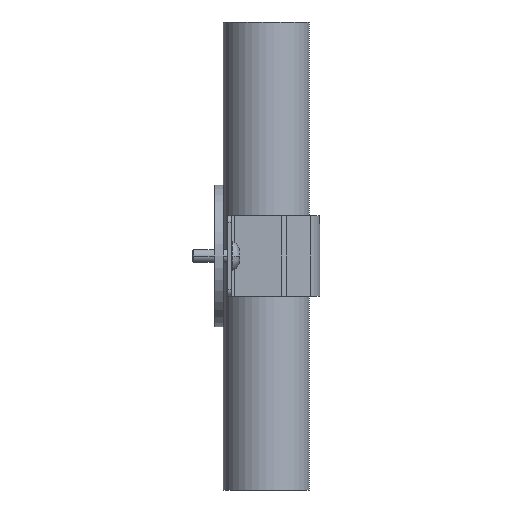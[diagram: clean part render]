
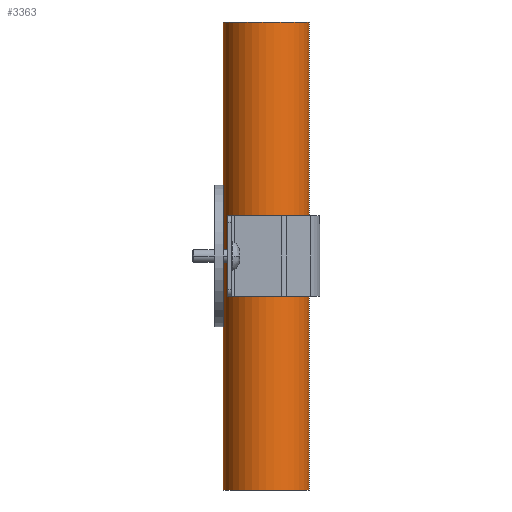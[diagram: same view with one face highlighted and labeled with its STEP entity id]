
A CAD part, left-side view. The second image highlights one B-rep face of the part: STEP entity #3363.
In plain terms, the highlighted cylindrical face has radius 14 mm (diameter 28 mm), a partial arc.
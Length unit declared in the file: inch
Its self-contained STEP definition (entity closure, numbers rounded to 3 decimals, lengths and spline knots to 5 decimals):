
#3259=CARTESIAN_POINT('',(2.24409,-0.65551,
2.99213));
#3260=DIRECTION('',(0.,0.,-1.));
#3261=DIRECTION('',(0.,-1.,0.));
#3262=AXIS2_PLACEMENT_3D('',#3259,#3260,#3261);
#3279=DIRECTION('',(0.,0.,-1.));
#3280=VECTOR('',#3279,5.98425);
#3281=CARTESIAN_POINT('',(2.24409,-1.20669,2.99213));
#3282=LINE('',#3281,#3280);
#3283=DIRECTION('',(0.,0.,-1.));
#3284=VECTOR('',#3283,5.98425);
#3285=CARTESIAN_POINT('',(2.24409,-0.10433,
2.99213));
#3286=LINE('',#3285,#3284);
#3287=CARTESIAN_POINT('',(2.24409,-0.65551,
-2.99213));
#3288=DIRECTION('',(0.,0.,-1.));
#3289=DIRECTION('',(0.,-1.,0.));
#3290=AXIS2_PLACEMENT_3D('',#3287,#3288,#3289);
#3315=CARTESIAN_POINT('',(2.24409,-1.20669,2.99213));
#3316=CARTESIAN_POINT('',(2.24409,-0.10433,
2.99213));
#3317=VERTEX_POINT('',#3315);
#3318=VERTEX_POINT('',#3316);
#3323=CARTESIAN_POINT('',(2.24409,-1.20669,
-2.99213));
#3324=CARTESIAN_POINT('',(2.24409,-0.10433,
-2.99213));
#3325=VERTEX_POINT('',#3323);
#3326=VERTEX_POINT('',#3324);
#3349=CARTESIAN_POINT('',(2.24409,-0.65551,
2.99213));
#3350=DIRECTION('',(0.,0.,-1.));
#3351=DIRECTION('',(0.,-1.,0.));
#3352=AXIS2_PLACEMENT_3D('',#3349,#3350,#3351);
#3353=CYLINDRICAL_SURFACE('',#3352,0.55118);
#3354=ORIENTED_EDGE('',*,*,#3336,.F.);
#3356=ORIENTED_EDGE('',*,*,#3355,.T.);
#3358=ORIENTED_EDGE('',*,*,#3357,.T.);
#3360=ORIENTED_EDGE('',*,*,#3359,.F.);
#3361=EDGE_LOOP('',(#3354,#3356,#3358,#3360));
#3362=FACE_OUTER_BOUND('',#3361,.F.);
#3363=ADVANCED_FACE('',(#3362),#3353,.T.);
#3263=CIRCLE('',#3262,0.55118);
#3291=CIRCLE('',#3290,0.55118);
#3336=EDGE_CURVE('',#3317,#3318,#3263,.T.);
#3355=EDGE_CURVE('',#3317,#3325,#3282,.T.);
#3357=EDGE_CURVE('',#3325,#3326,#3291,.T.);
#3359=EDGE_CURVE('',#3318,#3326,#3286,.T.);
